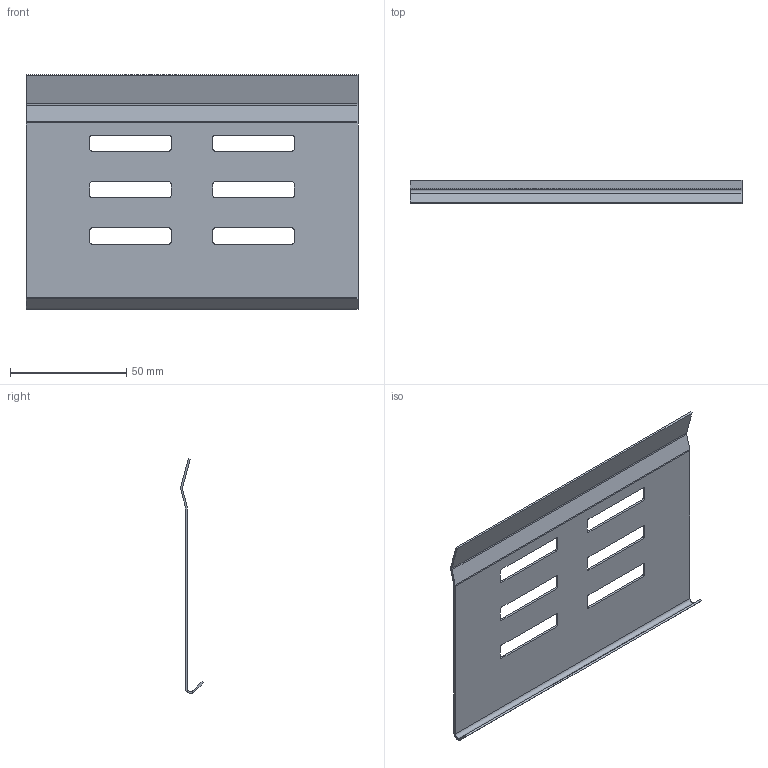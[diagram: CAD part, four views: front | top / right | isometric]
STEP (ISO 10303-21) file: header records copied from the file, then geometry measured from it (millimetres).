
FILE_DESCRIPTION (( 'STEP AP203' ), '1' );
FILE_NAME ('CZKL00-5-150 Çàùèòà êðîìêè ëîòêà 150ìì IEK.STEP', '2023-03-22T14:19:06', ( '' ), ( '' ), 'SwSTEP 2.0', 'SolidWorks 2022', '' );
FILE_SCHEMA (( 'CONFIG_CONTROL_DESIGN' ));
Length unit declared in the file: millimetre
Products named in the file (1): CZKL00-5-150 Защита кромки лотка 150мм IEK
Bounding box: 143 x 9.79 x 101.04 mm (x, y, z)
Volume: 11326.8 mm3; surface area: 29115.6 mm2
Topology: 1 solids, 1 shells, 78 faces, 204 edges, 128 vertices
Faces by surface type: plane 48, cylinder 30
Entity records: 2477 total; most frequent: DIRECTION 422, CARTESIAN_POINT 411, ORIENTED_EDGE 408, EDGE_CURVE 204, LINE 144, VECTOR 144, AXIS2_PLACEMENT_3D 139, VERTEX_POINT 128
